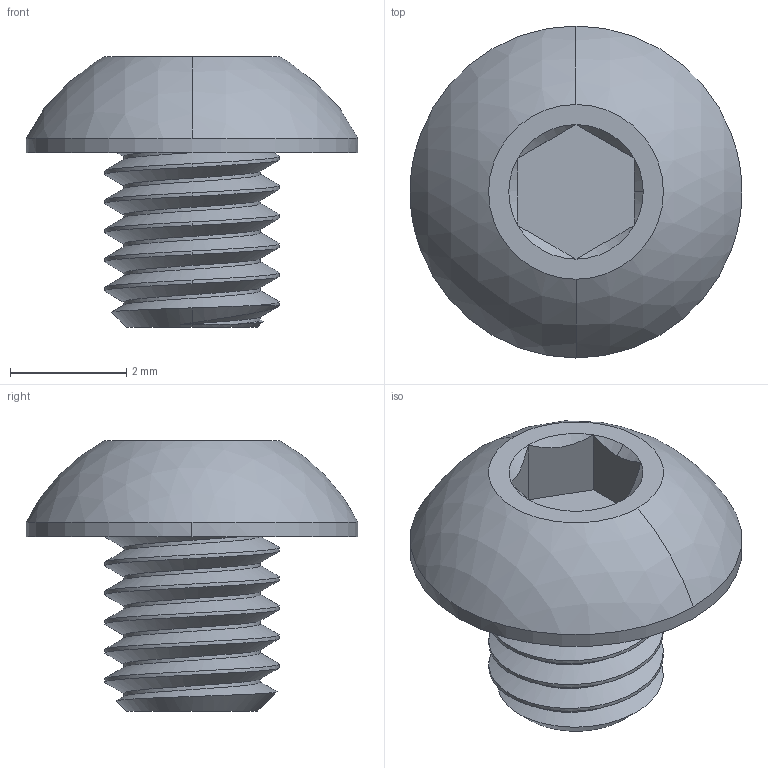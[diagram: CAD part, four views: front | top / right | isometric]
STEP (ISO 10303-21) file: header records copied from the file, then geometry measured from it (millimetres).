
FILE_DESCRIPTION (( 'STEP AP203' ), '1' );
FILE_NAME ('94500A261_316 Stainless Steel Button Head Hex Drive Screws.STEP', '2021-07-08T07:30:36', ( 'Administrator' ), ( 'Managed by Terraform' ), 'SwSTEP 2.0', 'SolidWorks 2017', '' );
FILE_SCHEMA (( 'CONFIG_CONTROL_DESIGN' ));
Length unit declared in the file: millimetre
Products named in the file (1): 94500A261_316 Stainless Steel Button Head Hex Drive Screws
Bounding box: 5.7 x 5.7 x 4.65 mm (x, y, z)
Volume: 43.3 mm3; surface area: 114.2 mm2
Topology: 1 solids, 1 shells, 38 faces, 90 edges, 56 vertices
Faces by surface type: cylinder 13, cone 10, plane 10, bspline 3, sphere 2
Entity records: 1948 total; most frequent: CARTESIAN_POINT 1095, ORIENTED_EDGE 180, DIRECTION 142, EDGE_CURVE 90, AXIS2_PLACEMENT_3D 57, VERTEX_POINT 56, EDGE_LOOP 40, FACE_OUTER_BOUND 38
